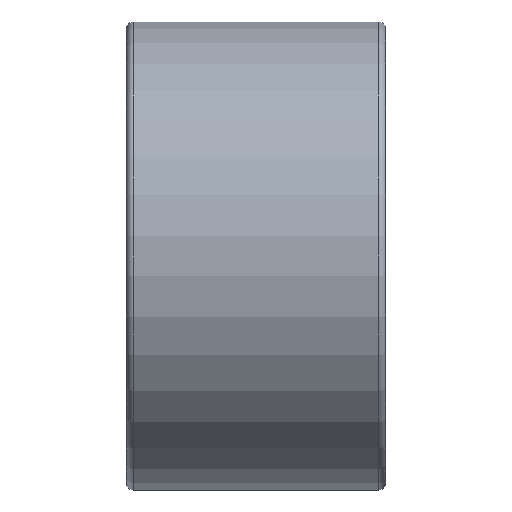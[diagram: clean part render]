
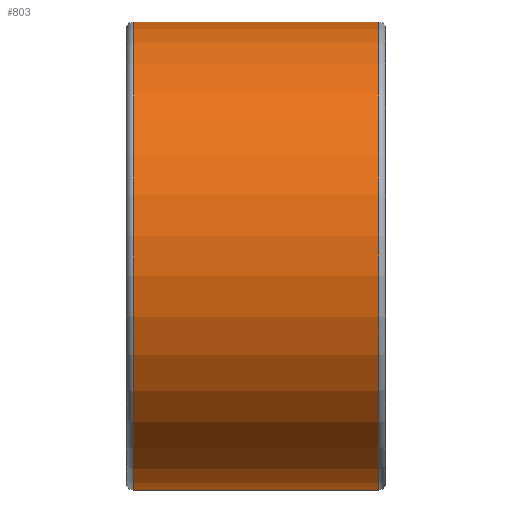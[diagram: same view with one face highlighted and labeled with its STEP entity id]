
A CAD part, left-side view. The second image highlights one B-rep face of the part: STEP entity #803.
In plain terms, the highlighted cylindrical face has radius 6.8 mm (diameter 13.6 mm), a partial arc.
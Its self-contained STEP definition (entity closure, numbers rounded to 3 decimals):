
#47 = CARTESIAN_POINT ( 'NONE',  ( 1.758, -3.55, 6.569 ) ) ;
#72 = AXIS2_PLACEMENT_3D ( 'NONE', #497, #831, #678 ) ;
#115 = LINE ( 'NONE', #529, #1070 ) ;
#138 = CARTESIAN_POINT ( 'NONE',  ( 1.758, 3.55, 6.569 ) ) ;
#161 = VERTEX_POINT ( 'NONE', #138 ) ;
#188 = ORIENTED_EDGE ( 'NONE', *, *, #981, .T. ) ;
#252 = DIRECTION ( 'NONE',  ( 0., 1., 0. ) ) ;
#340 = ORIENTED_EDGE ( 'NONE', *, *, #628, .T. ) ;
#359 = CARTESIAN_POINT ( 'NONE',  ( 1.758, -3.55, -6.569 ) ) ;
#399 = VERTEX_POINT ( 'NONE', #359 ) ;
#402 = DIRECTION ( 'NONE',  ( 0., 0., 1. ) ) ;
#446 = ORIENTED_EDGE ( 'NONE', *, *, #721, .F. ) ;
#476 = VERTEX_POINT ( 'NONE', #779 ) ;
#487 = CIRCLE ( 'NONE', #608, 6.8 ) ;
#497 = CARTESIAN_POINT ( 'NONE',  ( 0., 3.75, 0. ) ) ;
#517 = DIRECTION ( 'NONE',  ( 0., -1., 0. ) ) ;
#529 = CARTESIAN_POINT ( 'NONE',  ( 1.758, 3.75, -6.569 ) ) ;
#544 = DIRECTION ( 'NONE',  ( 0., 0., 1. ) ) ;
#608 = AXIS2_PLACEMENT_3D ( 'NONE', #957, #945, #544 ) ;
#628 = EDGE_CURVE ( 'NONE', #399, #965, #1008, .T. ) ;
#633 = AXIS2_PLACEMENT_3D ( 'NONE', #655, #252, #402 ) ;
#652 = CYLINDRICAL_SURFACE ( 'NONE', #72, 6.8 ) ;
#655 = CARTESIAN_POINT ( 'NONE',  ( 0., -3.55, 0. ) ) ;
#678 = DIRECTION ( 'NONE',  ( 0., 0., -1. ) ) ;
#685 = EDGE_LOOP ( 'NONE', ( #889, #340, #446, #188 ) ) ;
#721 = EDGE_CURVE ( 'NONE', #161, #965, #884, .T. ) ;
#731 = FACE_OUTER_BOUND ( 'NONE', #685, .T. ) ;
#779 = CARTESIAN_POINT ( 'NONE',  ( 1.758, 3.55, -6.569 ) ) ;
#781 = DIRECTION ( 'NONE',  ( 0., -1., 0. ) ) ;
#793 = CARTESIAN_POINT ( 'NONE',  ( 1.758, 3.75, 6.569 ) ) ;
#803 = ADVANCED_FACE ( 'NONE', ( #731 ), #652, .T. ) ;
#831 = DIRECTION ( 'NONE',  ( 0., -1., 0. ) ) ;
#884 = LINE ( 'NONE', #793, #897 ) ;
#889 = ORIENTED_EDGE ( 'NONE', *, *, #903, .T. ) ;
#897 = VECTOR ( 'NONE', #781, 1000. ) ;
#903 = EDGE_CURVE ( 'NONE', #476, #399, #115, .T. ) ;
#945 = DIRECTION ( 'NONE',  ( 0., -1., 0. ) ) ;
#957 = CARTESIAN_POINT ( 'NONE',  ( 0., 3.55, 0. ) ) ;
#965 = VERTEX_POINT ( 'NONE', #47 ) ;
#981 = EDGE_CURVE ( 'NONE', #161, #476, #487, .T. ) ;
#1008 = CIRCLE ( 'NONE', #633, 6.8 ) ;
#1070 = VECTOR ( 'NONE', #517, 1000. ) ;
